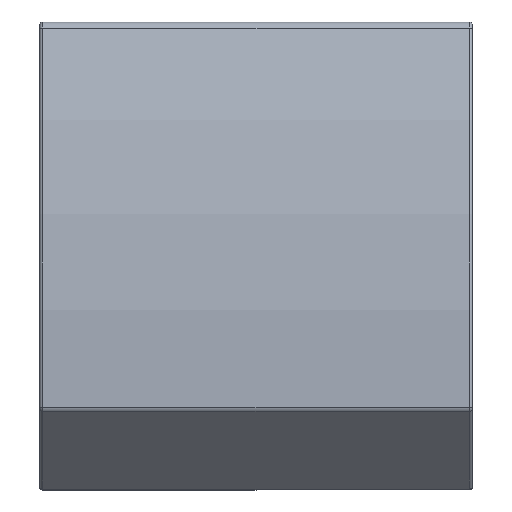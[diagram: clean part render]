
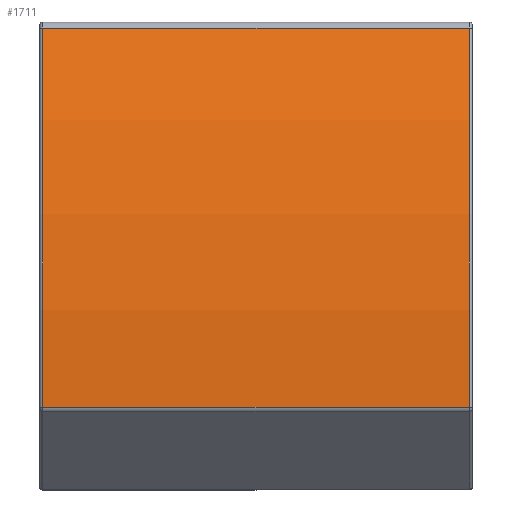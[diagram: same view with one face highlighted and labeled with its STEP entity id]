
A CAD part, top view. The second image highlights one B-rep face of the part: STEP entity #1711.
In plain terms, the highlighted cylindrical face has radius 450 mm (diameter 900 mm), a partial arc.
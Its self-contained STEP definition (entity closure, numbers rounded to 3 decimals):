
#19 = CARTESIAN_POINT ( 'NONE',  ( -103., 106.433, -45.389 ) ) ;
#44 = VERTEX_POINT ( 'NONE', #927 ) ;
#49 = AXIS2_PLACEMENT_3D ( 'NONE', #2224, #1422, #1604 ) ;
#100 = AXIS2_PLACEMENT_3D ( 'NONE', #119, #1780, #2026 ) ;
#119 = CARTESIAN_POINT ( 'NONE',  ( 103., -67.514, -460.41 ) ) ;
#252 = EDGE_CURVE ( 'NONE', #299, #44, #1307, .T. ) ;
#299 = VERTEX_POINT ( 'NONE', #646 ) ;
#456 = EDGE_CURVE ( 'NONE', #2620, #44, #2559, .T. ) ;
#646 = CARTESIAN_POINT ( 'NONE',  ( 103., -76.56, -10.501 ) ) ;
#707 = ORIENTED_EDGE ( 'NONE', *, *, #252, .T. ) ;
#749 = EDGE_CURVE ( 'NONE', #956, #299, #2316, .T. ) ;
#874 = EDGE_LOOP ( 'NONE', ( #2670, #707, #2319, #1996 ) ) ;
#907 = CARTESIAN_POINT ( 'NONE',  ( -104.5, 106.433, -45.389 ) ) ;
#927 = CARTESIAN_POINT ( 'NONE',  ( 103., 106.433, -45.389 ) ) ;
#956 = VERTEX_POINT ( 'NONE', #2099 ) ;
#1082 = DIRECTION ( 'NONE',  ( 0., 0., -1. ) ) ;
#1128 = VECTOR ( 'NONE', #2612, 1000. ) ;
#1307 = CIRCLE ( 'NONE', #100, 450. ) ;
#1422 = DIRECTION ( 'NONE',  ( 1., 0., 0. ) ) ;
#1515 = AXIS2_PLACEMENT_3D ( 'NONE', #2126, #2342, #1082 ) ;
#1575 = VECTOR ( 'NONE', #1840, 1000. ) ;
#1604 = DIRECTION ( 'NONE',  ( 0., -1., 0. ) ) ;
#1711 = ADVANCED_FACE ( 'NONE', ( #2313 ), #2300, .T. ) ;
#1780 = DIRECTION ( 'NONE',  ( -1., 0., 0. ) ) ;
#1840 = DIRECTION ( 'NONE',  ( 1., 0., 0. ) ) ;
#1985 = EDGE_CURVE ( 'NONE', #2620, #956, #2442, .T. ) ;
#1996 = ORIENTED_EDGE ( 'NONE', *, *, #1985, .T. ) ;
#2026 = DIRECTION ( 'NONE',  ( 0., 1., 0. ) ) ;
#2099 = CARTESIAN_POINT ( 'NONE',  ( -103., -76.56, -10.501 ) ) ;
#2126 = CARTESIAN_POINT ( 'NONE',  ( -104.5, -67.514, -460.41 ) ) ;
#2224 = CARTESIAN_POINT ( 'NONE',  ( -103., -67.514, -460.41 ) ) ;
#2300 = CYLINDRICAL_SURFACE ( 'NONE', #1515, 450. ) ;
#2313 = FACE_OUTER_BOUND ( 'NONE', #874, .T. ) ;
#2316 = LINE ( 'NONE', #2709, #1575 ) ;
#2319 = ORIENTED_EDGE ( 'NONE', *, *, #456, .F. ) ;
#2342 = DIRECTION ( 'NONE',  ( 1., 0., 0. ) ) ;
#2442 = CIRCLE ( 'NONE', #49, 450. ) ;
#2559 = LINE ( 'NONE', #907, #1128 ) ;
#2612 = DIRECTION ( 'NONE',  ( 1., 0., 0. ) ) ;
#2620 = VERTEX_POINT ( 'NONE', #19 ) ;
#2670 = ORIENTED_EDGE ( 'NONE', *, *, #749, .T. ) ;
#2709 = CARTESIAN_POINT ( 'NONE',  ( -104.5, -76.56, -10.501 ) ) ;
